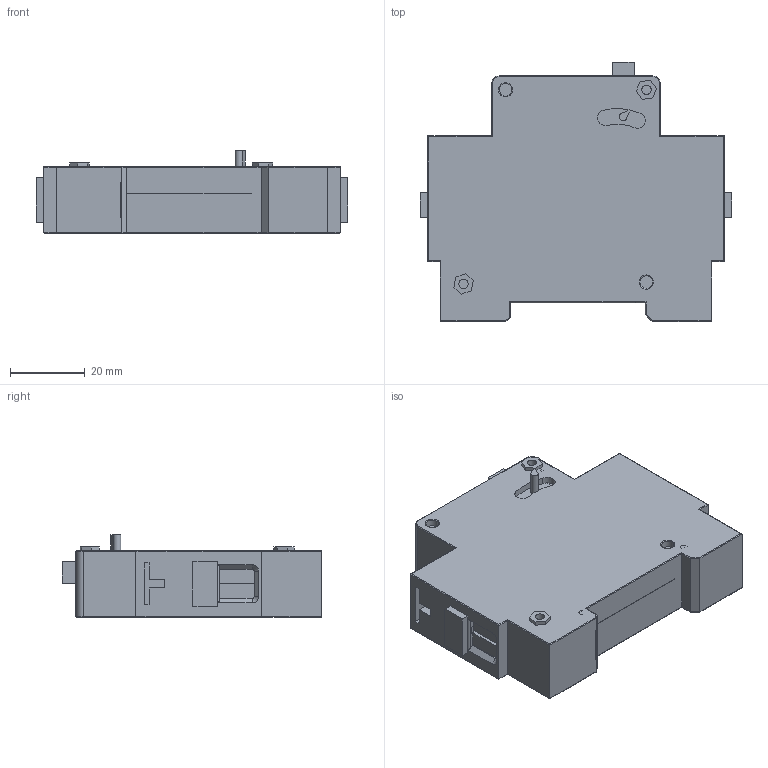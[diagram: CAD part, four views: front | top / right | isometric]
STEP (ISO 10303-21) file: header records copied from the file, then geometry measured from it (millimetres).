
FILE_DESCRIPTION (( 'STEP AP214' ), '1' );
FILE_NAME ('01.03.03.06 Ðàñöåïèòåëü íåçàâèñ.ÐÍ47 íà DIN-ðåéêó ÈÝÊ.STEP', '2017-03-16T12:19:56', ( 'user' ), ( '' ), 'SwSTEP 2.0', 'SolidWorks 2014', '' );
FILE_SCHEMA (( 'AUTOMOTIVE_DESIGN' ));
Length unit declared in the file: millimetre
Products named in the file (1): 01.03.03.06 Ðàñöåïèòåëü íåçàâèñ.ÐÍ47 íà DIN-ðåéêó ÈÝÊ
Bounding box: 83 x 69.1 x 22 mm (x, y, z)
Volume: 73452.3 mm3; surface area: 21437.2 mm2
Topology: 1 solids, 15 shells, 560 faces, 1458 edges, 945 vertices
Faces by surface type: plane 424, cylinder 115, torus 10, cone 9, sphere 2
Full cylindrical faces by diameter (mm): 2.5 x2, 3.4 x6, 7 x2
Entity records: 16786 total; most frequent: CARTESIAN_POINT 3144, ORIENTED_EDGE 2878, DIRECTION 2668, EDGE_CURVE 1439, VECTOR 1206, LINE 1206, VERTEX_POINT 944, AXIS2_PLACEMENT_3D 731
